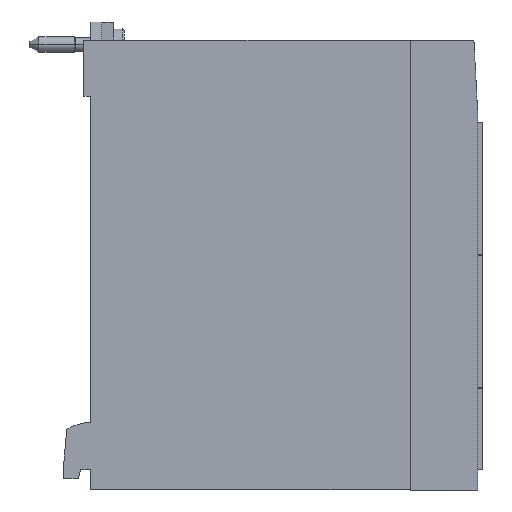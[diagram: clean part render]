
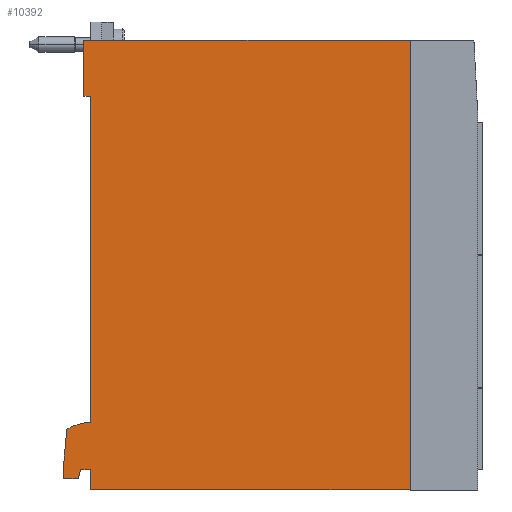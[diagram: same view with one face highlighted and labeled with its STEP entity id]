
A CAD part, left-side view. The second image highlights one B-rep face of the part: STEP entity #10392.
In plain terms, the highlighted planar face has unit normal (-1, 0, 0).
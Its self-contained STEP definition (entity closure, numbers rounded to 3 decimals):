
#9751=CARTESIAN_POINT('POINT10424',(-16.475,-71.,
   -49.975));
#9752=VERTEX_POINT('VERTEX10424',#9751);
#9759=CARTESIAN_POINT('POINT10425',(-16.475,0.,-49.975
   ));
#9760=VERTEX_POINT('VERTEX10425',#9759);
#9761=CARTESIAN_POINT('POS18789',(-16.475,-35.5,-49.975
   ));
#9762=DIRECTION('DIR25222',(0.,1.,0.));
#9763=VECTOR('VEC12356',#9762,25.4);
#9764=LINE('STRAIGHT12356',#9761,#9763);
#9765=EDGE_CURVE('EDGE15818',#9752,#9760,#9764,.T.);
#9782=CARTESIAN_POINT('POINT10426',(-16.475,0.,
   -45.5));
#9783=VERTEX_POINT('VERTEX10426',#9782);
#9786=CARTESIAN_POINT('POINT10427',(-16.475,2.214,
   -45.5));
#9787=VERTEX_POINT('VERTEX10427',#9786);
#9788=CARTESIAN_POINT('POS18792',(-16.475,0.,
   -45.5));
#9789=DIRECTION('DIR25226',(0.,1.,0.));
#9790=VECTOR('VEC12358',#9789,25.4);
#9791=LINE('STRAIGHT12358',#9788,#9790);
#9792=EDGE_CURVE('EDGE15821',#9783,#9787,#9791,.T.);
#9801=CARTESIAN_POINT('POINT10428',(-16.475,2.75,
   -47.5));
#9802=VERTEX_POINT('VERTEX10428',#9801);
#9803=CARTESIAN_POINT('POS18793',(-16.475,2.214,
   -45.5));
#9804=DIRECTION('DIR25227',(0.,0.259
   ,-0.966));
#9805=VECTOR('VEC12359',#9804,25.4);
#9806=LINE('STRAIGHT12359',#9803,#9805);
#9807=EDGE_CURVE('EDGE15823',#9787,#9802,#9806,.T.);
#9816=CARTESIAN_POINT('POINT10429',(-16.475,6.,
   -47.5));
#9817=VERTEX_POINT('VERTEX10429',#9816);
#9818=CARTESIAN_POINT('POS18794',(-16.475,2.75,
   -47.5));
#9819=DIRECTION('DIR25228',(0.,1.,0.));
#9820=VECTOR('VEC12360',#9819,25.4);
#9821=LINE('STRAIGHT12360',#9818,#9820);
#9822=EDGE_CURVE('EDGE15825',#9802,#9817,#9821,.T.);
#9831=CARTESIAN_POINT('POINT10430',(-16.475,6.,
   -44.5));
#9832=VERTEX_POINT('VERTEX10430',#9831);
#9833=CARTESIAN_POINT('POS18795',(-16.475,6.,
   -47.5));
#9834=DIRECTION('DIR25229',(0.,0.
   ,1.));
#9835=VECTOR('VEC12361',#9834,25.4);
#9836=LINE('STRAIGHT12361',#9833,#9835);
#9837=EDGE_CURVE('EDGE15827',#9817,#9832,#9836,.T.);
#9846=CARTESIAN_POINT('POINT10431',(-16.475,5.302,
   -36.521));
#9847=VERTEX_POINT('VERTEX10431',#9846);
#9848=CARTESIAN_POINT('POS18796',(-16.475,6.,
   -44.5));
#9849=DIRECTION('DIR25230',(0.,-0.087
   ,0.996));
#9850=VECTOR('VEC12362',#9849,25.4);
#9851=LINE('STRAIGHT12362',#9848,#9850);
#9852=EDGE_CURVE('EDGE15829',#9832,#9847,#9851,.T.);
#9865=CARTESIAN_POINT('POINT10432',(-16.475,0.,
   -35.));
#9866=VERTEX_POINT('VERTEX10432',#9865);
#9867=CARTESIAN_POINT('POS18798',(-16.475,0.,
   -45.));
#9868=DIRECTION('DIR25232',(1.,0.,
   0.));
#9869=DIRECTION('DIR25233',(0.,0.53,
   0.848));
#9870=AXIS2_PLACEMENT_3D('AXIS6435',#9867,#9868,#9869);
#9871=CIRCLE('ELLIPSE1413',#9870,10.);
#9872=EDGE_CURVE('EDGE15831',#9847,#9866,#9871,.T.);
#9889=CARTESIAN_POINT('POINT10435',(-16.475,0.,37.5));
#9890=VERTEX_POINT('VERTEX10435',#9889);
#9893=CARTESIAN_POINT('POINT10436',(-16.475,1.5,37.5));
#9894=VERTEX_POINT('VERTEX10436',#9893);
#9895=CARTESIAN_POINT('POS18800',(-16.475,0.75,37.5));
#9896=DIRECTION('DIR25235',(0.,1.,0.));
#9897=VECTOR('VEC12365',#9896,25.4);
#9898=LINE('STRAIGHT12365',#9895,#9897);
#9899=EDGE_CURVE('EDGE15835',#9890,#9894,#9898,.T.);
#10212=CARTESIAN_POINT('POS18832',(-16.475,0.,0.));
#10213=DIRECTION('DIR25278',(0.,0.,-1.));
#10214=VECTOR('VEC12386',#10213,25.4);
#10215=LINE('STRAIGHT12386',#10212,#10214);
#10216=EDGE_CURVE('EDGE15868',#9783,#9760,#10215,.T.);
#10221=EDGE_CURVE('EDGE15869',#9890,#9866,#10215,.T.);
#10338=CARTESIAN_POINT('POINT10456',(-16.475,-71.,
   49.975));
#10339=VERTEX_POINT('VERTEX10456',#10338);
#10346=CARTESIAN_POINT('POS18845',(-16.475,-71.,0.));
#10347=DIRECTION('DIR25295',(0.,0.,-1.));
#10348=VECTOR('VEC12395',#10347,25.4);
#10349=LINE('STRAIGHT12395',#10346,#10348);
#10350=EDGE_CURVE('EDGE15879',#10339,#9752,#10349,.T.);
#10360=CARTESIAN_POINT('POINT10457',(-16.475,1.5,49.975
   ));
#10361=VERTEX_POINT('VERTEX10457',#10360);
#10362=CARTESIAN_POINT('POS18847',(-16.475,-35.5,49.975
   ));
#10363=DIRECTION('DIR25298',(0.,-1.,0.));
#10364=VECTOR('VEC12396',#10363,25.4);
#10365=LINE('STRAIGHT12396',#10362,#10364);
#10366=EDGE_CURVE('EDGE15880',#10361,#10339,#10365,.T.);
#10367=ORIENTED_EDGE('COEDGE31724',*,*,#10366,.F.);
#10368=CARTESIAN_POINT('POS18848',(-16.475,1.5,43.737))
   ;
#10369=DIRECTION('DIR25299',(0.,0.,-1.));
#10370=VECTOR('VEC12397',#10369,25.4);
#10371=LINE('STRAIGHT12397',#10368,#10370);
#10372=EDGE_CURVE('EDGE15881',#10361,#9894,#10371,.T.);
#10373=ORIENTED_EDGE('COEDGE31725',*,*,#10372,.T.);
#10374=ORIENTED_EDGE('COEDGE31726',*,*,#9899,.F.);
#10375=ORIENTED_EDGE('COEDGE31727',*,*,#10221,.T.);
#10376=ORIENTED_EDGE('COEDGE31728',*,*,#9872,.F.);
#10377=ORIENTED_EDGE('COEDGE31729',*,*,#9852,.F.);
#10378=ORIENTED_EDGE('COEDGE31730',*,*,#9837,.F.);
#10379=ORIENTED_EDGE('COEDGE31731',*,*,#9822,.F.);
#10380=ORIENTED_EDGE('COEDGE31732',*,*,#9807,.F.);
#10381=ORIENTED_EDGE('COEDGE31733',*,*,#9792,.F.);
#10382=ORIENTED_EDGE('COEDGE31734',*,*,#10216,.T.);
#10383=ORIENTED_EDGE('COEDGE31735',*,*,#9765,.F.);
#10384=ORIENTED_EDGE('COEDGE31736',*,*,#10350,.F.);
#10385=EDGE_LOOP('NONE',(#10367,#10373,#10374,#10375,#10376,#10377,
   #10378,#10379,#10380,#10381,#10382,#10383,#10384));
#10386=FACE_BOUND('LOOP1',#10385,.T.);
#10387=CARTESIAN_POINT('POS18849',(-16.475,-35.5,0.));
#10388=DIRECTION('DIR25300',(1.,0.,0.));
#10389=DIRECTION('DIR25301',(0.,1.,0.));
#10390=AXIS2_PLACEMENT_3D('AXIS6452',#10387,#10388,#10389);
#10391=PLANE('PLANE4324',#10390);
#10392=ADVANCED_FACE('FACE6181',(#10386),#10391,.F.);
